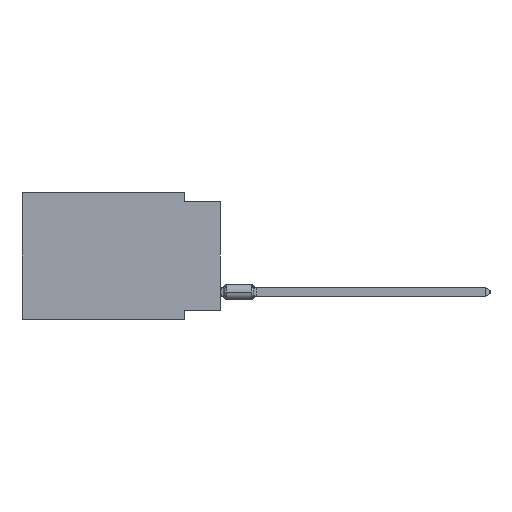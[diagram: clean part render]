
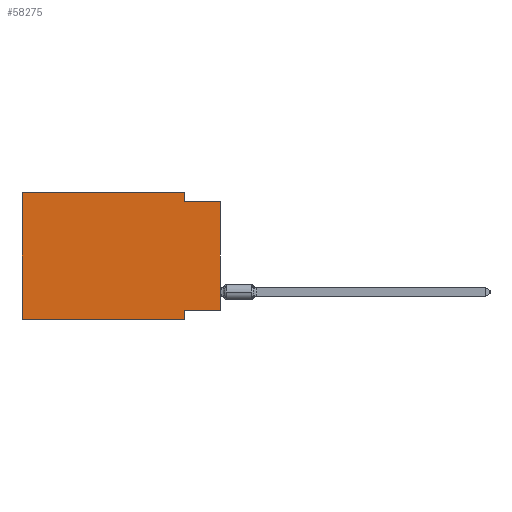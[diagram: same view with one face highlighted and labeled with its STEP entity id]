
A CAD part, left-side view. The second image highlights one B-rep face of the part: STEP entity #58275.
In plain terms, the highlighted planar face has unit normal (-1, 0, 0).
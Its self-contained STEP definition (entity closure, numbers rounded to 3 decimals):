
#346 = VERTEX_POINT ( 'NONE', #54893 ) ;
#931 = CARTESIAN_POINT ( 'NONE',  ( 0., 0., 0. ) ) ;
#1466 = PLANE ( 'NONE',  #43570 ) ;
#1522 = DIRECTION ( 'NONE',  ( 0., -1., 0. ) ) ;
#2319 = ORIENTED_EDGE ( 'NONE', *, *, #13990, .F. ) ;
#3003 = EDGE_LOOP ( 'NONE', ( #16420, #32945, #38063, #2319, #49048, #56055, #49696, #48159 ) ) ;
#5381 = DIRECTION ( 'NONE',  ( 0., 0., 1. ) ) ;
#5481 = LINE ( 'NONE', #6167, #38372 ) ;
#6167 = CARTESIAN_POINT ( 'NONE',  ( 0., 2.54, -8.89 ) ) ;
#8460 = LINE ( 'NONE', #29299, #56341 ) ;
#11033 = LINE ( 'NONE', #48269, #24564 ) ;
#11377 = DIRECTION ( 'NONE',  ( 1., 0., 0. ) ) ;
#12106 = CARTESIAN_POINT ( 'NONE',  ( 0., 13.97, 0. ) ) ;
#13990 = EDGE_CURVE ( 'NONE', #27314, #15142, #37407, .T. ) ;
#14428 = VECTOR ( 'NONE', #5381, 1000. ) ;
#15142 = VERTEX_POINT ( 'NONE', #41678 ) ;
#16116 = VERTEX_POINT ( 'NONE', #27817 ) ;
#16420 = ORIENTED_EDGE ( 'NONE', *, *, #20629, .T. ) ;
#16849 = CARTESIAN_POINT ( 'NONE',  ( 0., 13.97, -8.89 ) ) ;
#16866 = CARTESIAN_POINT ( 'NONE',  ( 0., 2.54, 0. ) ) ;
#17688 = CARTESIAN_POINT ( 'NONE',  ( 0., 13.97, 0. ) ) ;
#20629 = EDGE_CURVE ( 'NONE', #62014, #30108, #64131, .T. ) ;
#24564 = VECTOR ( 'NONE', #32222, 1000. ) ;
#26119 = EDGE_CURVE ( 'NONE', #62014, #346, #28614, .T. ) ;
#26535 = VECTOR ( 'NONE', #1522, 1000. ) ;
#27314 = VERTEX_POINT ( 'NONE', #17688 ) ;
#27817 = CARTESIAN_POINT ( 'NONE',  ( 0., 2.54, -8.89 ) ) ;
#28614 = LINE ( 'NONE', #37543, #35672 ) ;
#29299 = CARTESIAN_POINT ( 'NONE',  ( 0., 13.97, 0. ) ) ;
#30108 = VERTEX_POINT ( 'NONE', #63428 ) ;
#32222 = DIRECTION ( 'NONE',  ( 0., -1., 0. ) ) ;
#32797 = DIRECTION ( 'NONE',  ( 0., 0., -1. ) ) ;
#32945 = ORIENTED_EDGE ( 'NONE', *, *, #51097, .F. ) ;
#35672 = VECTOR ( 'NONE', #58716, 1000. ) ;
#36480 = CARTESIAN_POINT ( 'NONE',  ( 0., 0., -0.635 ) ) ;
#37407 = LINE ( 'NONE', #12106, #26535 ) ;
#37543 = CARTESIAN_POINT ( 'NONE',  ( 0., 0., -8.255 ) ) ;
#37685 = DIRECTION ( 'NONE',  ( 0., 0., -1. ) ) ;
#37714 = LINE ( 'NONE', #16866, #66092 ) ;
#38007 = VERTEX_POINT ( 'NONE', #16849 ) ;
#38063 = ORIENTED_EDGE ( 'NONE', *, *, #51874, .F. ) ;
#38372 = VECTOR ( 'NONE', #32797, 1000. ) ;
#41678 = CARTESIAN_POINT ( 'NONE',  ( 0., 2.54, 0. ) ) ;
#43437 = EDGE_CURVE ( 'NONE', #346, #16116, #5481, .T. ) ;
#43570 = AXIS2_PLACEMENT_3D ( 'NONE', #53735, #11377, #37685 ) ;
#47762 = LINE ( 'NONE', #36480, #67284 ) ;
#48159 = ORIENTED_EDGE ( 'NONE', *, *, #26119, .F. ) ;
#48269 = CARTESIAN_POINT ( 'NONE',  ( 0., 13.97, -8.89 ) ) ;
#49048 = ORIENTED_EDGE ( 'NONE', *, *, #52392, .F. ) ;
#49080 = EDGE_CURVE ( 'NONE', #38007, #16116, #11033, .T. ) ;
#49696 = ORIENTED_EDGE ( 'NONE', *, *, #43437, .F. ) ;
#50147 = DIRECTION ( 'NONE',  ( 0., 0., 1. ) ) ;
#51097 = EDGE_CURVE ( 'NONE', #66859, #30108, #47762, .T. ) ;
#51874 = EDGE_CURVE ( 'NONE', #15142, #66859, #37714, .T. ) ;
#52392 = EDGE_CURVE ( 'NONE', #38007, #27314, #8460, .T. ) ;
#52597 = CARTESIAN_POINT ( 'NONE',  ( 0., 0., -8.255 ) ) ;
#52728 = FACE_OUTER_BOUND ( 'NONE', #3003, .T. ) ;
#52872 = DIRECTION ( 'NONE',  ( 0., -1., 0. ) ) ;
#53735 = CARTESIAN_POINT ( 'NONE',  ( 0., 13.97, 0. ) ) ;
#54017 = CARTESIAN_POINT ( 'NONE',  ( 0., 2.54, -0.635 ) ) ;
#54893 = CARTESIAN_POINT ( 'NONE',  ( 0., 2.54, -8.255 ) ) ;
#56055 = ORIENTED_EDGE ( 'NONE', *, *, #49080, .T. ) ;
#56341 = VECTOR ( 'NONE', #50147, 1000. ) ;
#58275 = ADVANCED_FACE ( 'NONE', ( #52728 ), #1466, .F. ) ;
#58716 = DIRECTION ( 'NONE',  ( 0., 1., 0. ) ) ;
#59558 = DIRECTION ( 'NONE',  ( 0., 0., -1. ) ) ;
#62014 = VERTEX_POINT ( 'NONE', #52597 ) ;
#63428 = CARTESIAN_POINT ( 'NONE',  ( 0., 0., -0.635 ) ) ;
#64131 = LINE ( 'NONE', #931, #14428 ) ;
#66092 = VECTOR ( 'NONE', #59558, 1000. ) ;
#66859 = VERTEX_POINT ( 'NONE', #54017 ) ;
#67284 = VECTOR ( 'NONE', #52872, 1000. ) ;
